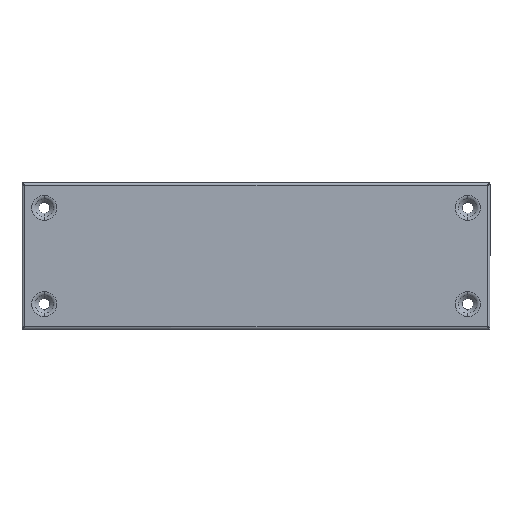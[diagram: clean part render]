
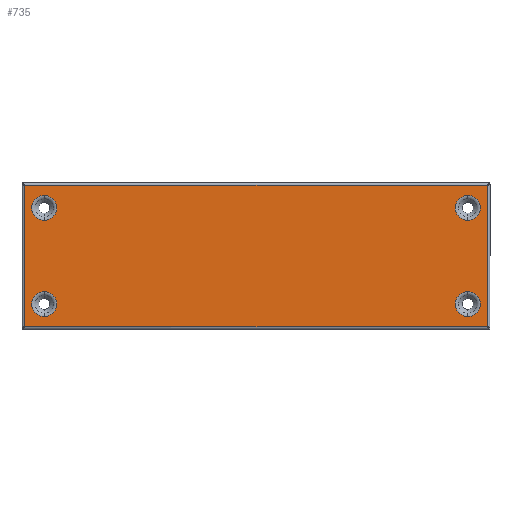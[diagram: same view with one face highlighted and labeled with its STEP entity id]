
A CAD part, top view. The second image highlights one B-rep face of the part: STEP entity #735.
In plain terms, the highlighted planar face has unit normal (0, 0, 1).
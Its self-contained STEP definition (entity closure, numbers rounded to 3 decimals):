
#62 = EDGE_CURVE ( 'NONE', #79, #202, #822, .T. ) ;
#77 = DIRECTION ( 'NONE',  ( 0., 1., 0. ) ) ;
#79 = VERTEX_POINT ( 'NONE', #367 ) ;
#81 = DIRECTION ( 'NONE',  ( 0., 0., 1. ) ) ;
#105 = AXIS2_PLACEMENT_3D ( 'NONE', #2567, #1872, #1597 ) ;
#127 = EDGE_CURVE ( 'NONE', #1517, #2299, #1287, .T. ) ;
#180 = VERTEX_POINT ( 'NONE', #915 ) ;
#202 = VERTEX_POINT ( 'NONE', #1455 ) ;
#226 = CARTESIAN_POINT ( 'NONE',  ( -156.2, 48.629, 0. ) ) ;
#323 = CIRCLE ( 'NONE', #743, 8.443 ) ;
#333 = DIRECTION ( 'NONE',  ( 0., 1., 0. ) ) ;
#338 = DIRECTION ( 'NONE',  ( 0., 0., 1. ) ) ;
#345 = DIRECTION ( 'NONE',  ( 0., 0., 1. ) ) ;
#367 = CARTESIAN_POINT ( 'NONE',  ( -143., 40.943, 0. ) ) ;
#389 = CARTESIAN_POINT ( 'NONE',  ( -156.2, 47.7, 0. ) ) ;
#429 = VERTEX_POINT ( 'NONE', #3057 ) ;
#435 = CARTESIAN_POINT ( 'NONE',  ( 143., 24.057, 0. ) ) ;
#505 = EDGE_LOOP ( 'NONE', ( #611, #965, #2762, #1393 ) ) ;
#508 = VERTEX_POINT ( 'NONE', #2138 ) ;
#569 = VERTEX_POINT ( 'NONE', #2769 ) ;
#611 = ORIENTED_EDGE ( 'NONE', *, *, #910, .T. ) ;
#649 = FACE_BOUND ( 'NONE', #2426, .T. ) ;
#659 = EDGE_CURVE ( 'NONE', #202, #79, #668, .T. ) ;
#668 = CIRCLE ( 'NONE', #2841, 8.443 ) ;
#672 = DIRECTION ( 'NONE',  ( 0., 0., 1. ) ) ;
#714 = DIRECTION ( 'NONE',  ( 0., 1., 0. ) ) ;
#735 = ADVANCED_FACE ( 'NONE', ( #3094, #3063, #2325, #649, #837 ), #1874, .F. ) ;
#743 = AXIS2_PLACEMENT_3D ( 'NONE', #1094, #3081, #856 ) ;
#745 = VECTOR ( 'NONE', #2763, 1000. ) ;
#785 = VECTOR ( 'NONE', #1754, 1000. ) ;
#822 = CIRCLE ( 'NONE', #105, 8.443 ) ;
#837 = FACE_OUTER_BOUND ( 'NONE', #505, .T. ) ;
#840 = DIRECTION ( 'NONE',  ( 0., 1., 0. ) ) ;
#853 = DIRECTION ( 'NONE',  ( 0., 0., -1. ) ) ;
#856 = DIRECTION ( 'NONE',  ( 0., 1., 0. ) ) ;
#874 = DIRECTION ( 'NONE',  ( 0., 1., 0. ) ) ;
#910 = EDGE_CURVE ( 'NONE', #1405, #180, #2442, .T. ) ;
#915 = CARTESIAN_POINT ( 'NONE',  ( -156.2, -47.7, 0. ) ) ;
#935 = CARTESIAN_POINT ( 'NONE',  ( -143., -40.943, 0. ) ) ;
#936 = VERTEX_POINT ( 'NONE', #935 ) ;
#955 = CIRCLE ( 'NONE', #1213, 8.443 ) ;
#965 = ORIENTED_EDGE ( 'NONE', *, *, #2893, .T. ) ;
#1015 = CIRCLE ( 'NONE', #1493, 8.443 ) ;
#1034 = CARTESIAN_POINT ( 'NONE',  ( -157.129, -47.7, 0. ) ) ;
#1040 = ORIENTED_EDGE ( 'NONE', *, *, #2573, .F. ) ;
#1094 = CARTESIAN_POINT ( 'NONE',  ( -143., -32.5, 0. ) ) ;
#1102 = ORIENTED_EDGE ( 'NONE', *, *, #1632, .F. ) ;
#1126 = DIRECTION ( 'NONE',  ( -1., 0., 0. ) ) ;
#1142 = ORIENTED_EDGE ( 'NONE', *, *, #659, .F. ) ;
#1207 = DIRECTION ( 'NONE',  ( 0., 1., 0. ) ) ;
#1213 = AXIS2_PLACEMENT_3D ( 'NONE', #1726, #3189, #1207 ) ;
#1287 = CIRCLE ( 'NONE', #3107, 8.443 ) ;
#1367 = EDGE_CURVE ( 'NONE', #3083, #2998, #1015, .T. ) ;
#1373 = LINE ( 'NONE', #1622, #1496 ) ;
#1393 = ORIENTED_EDGE ( 'NONE', *, *, #2472, .T. ) ;
#1396 = CARTESIAN_POINT ( 'NONE',  ( 143., -40.943, 0. ) ) ;
#1402 = CARTESIAN_POINT ( 'NONE',  ( 143., 32.5, 0. ) ) ;
#1405 = VERTEX_POINT ( 'NONE', #389 ) ;
#1434 = DIRECTION ( 'NONE',  ( 0., 1., 0. ) ) ;
#1441 = CARTESIAN_POINT ( 'NONE',  ( -143., -32.5, 0. ) ) ;
#1455 = CARTESIAN_POINT ( 'NONE',  ( -143., 24.057, 0. ) ) ;
#1458 = DIRECTION ( 'NONE',  ( 0., -1., 0. ) ) ;
#1466 = EDGE_CURVE ( 'NONE', #429, #569, #1373, .T. ) ;
#1483 = LINE ( 'NONE', #2238, #785 ) ;
#1491 = CARTESIAN_POINT ( 'NONE',  ( 143., -24.057, 0. ) ) ;
#1493 = AXIS2_PLACEMENT_3D ( 'NONE', #1790, #338, #840 ) ;
#1496 = VECTOR ( 'NONE', #874, 1000. ) ;
#1497 = AXIS2_PLACEMENT_3D ( 'NONE', #2113, #853, #1126 ) ;
#1517 = VERTEX_POINT ( 'NONE', #435 ) ;
#1542 = AXIS2_PLACEMENT_3D ( 'NONE', #1441, #81, #333 ) ;
#1549 = DIRECTION ( 'NONE',  ( 0., 0., 1. ) ) ;
#1597 = DIRECTION ( 'NONE',  ( 0., 1., 0. ) ) ;
#1622 = CARTESIAN_POINT ( 'NONE',  ( 156.2, -48.629, 0. ) ) ;
#1632 = EDGE_CURVE ( 'NONE', #936, #508, #2743, .T. ) ;
#1695 = ORIENTED_EDGE ( 'NONE', *, *, #1367, .F. ) ;
#1726 = CARTESIAN_POINT ( 'NONE',  ( 143., 32.5, 0. ) ) ;
#1754 = DIRECTION ( 'NONE',  ( -1., 0., 0. ) ) ;
#1790 = CARTESIAN_POINT ( 'NONE',  ( 143., -32.5, 0. ) ) ;
#1831 = CARTESIAN_POINT ( 'NONE',  ( 143., -32.5, 0. ) ) ;
#1872 = DIRECTION ( 'NONE',  ( 0., 0., 1. ) ) ;
#1874 = PLANE ( 'NONE',  #1497 ) ;
#2110 = VECTOR ( 'NONE', #1458, 1000. ) ;
#2113 = CARTESIAN_POINT ( 'NONE',  ( 0., 0., 0. ) ) ;
#2138 = CARTESIAN_POINT ( 'NONE',  ( -143., -24.057, 0. ) ) ;
#2154 = EDGE_LOOP ( 'NONE', ( #1695, #1040 ) ) ;
#2204 = ORIENTED_EDGE ( 'NONE', *, *, #127, .F. ) ;
#2238 = CARTESIAN_POINT ( 'NONE',  ( 157.129, 47.7, 0. ) ) ;
#2277 = CARTESIAN_POINT ( 'NONE',  ( -143., 32.5, 0. ) ) ;
#2299 = VERTEX_POINT ( 'NONE', #3064 ) ;
#2325 = FACE_BOUND ( 'NONE', #2575, .T. ) ;
#2352 = EDGE_CURVE ( 'NONE', #508, #936, #323, .T. ) ;
#2415 = EDGE_CURVE ( 'NONE', #2299, #1517, #955, .T. ) ;
#2416 = ORIENTED_EDGE ( 'NONE', *, *, #2352, .F. ) ;
#2426 = EDGE_LOOP ( 'NONE', ( #2564, #2204 ) ) ;
#2442 = LINE ( 'NONE', #226, #2110 ) ;
#2472 = EDGE_CURVE ( 'NONE', #569, #1405, #1483, .T. ) ;
#2542 = ORIENTED_EDGE ( 'NONE', *, *, #62, .F. ) ;
#2564 = ORIENTED_EDGE ( 'NONE', *, *, #2415, .F. ) ;
#2567 = CARTESIAN_POINT ( 'NONE',  ( -143., 32.5, 0. ) ) ;
#2573 = EDGE_CURVE ( 'NONE', #2998, #3083, #2862, .T. ) ;
#2575 = EDGE_LOOP ( 'NONE', ( #2416, #1102 ) ) ;
#2656 = AXIS2_PLACEMENT_3D ( 'NONE', #1831, #345, #77 ) ;
#2671 = EDGE_LOOP ( 'NONE', ( #2542, #1142 ) ) ;
#2743 = CIRCLE ( 'NONE', #1542, 8.443 ) ;
#2762 = ORIENTED_EDGE ( 'NONE', *, *, #1466, .T. ) ;
#2763 = DIRECTION ( 'NONE',  ( 1., 0., 0. ) ) ;
#2769 = CARTESIAN_POINT ( 'NONE',  ( 156.2, 47.7, 0. ) ) ;
#2820 = LINE ( 'NONE', #1034, #745 ) ;
#2841 = AXIS2_PLACEMENT_3D ( 'NONE', #2277, #1549, #714 ) ;
#2862 = CIRCLE ( 'NONE', #2656, 8.443 ) ;
#2893 = EDGE_CURVE ( 'NONE', #180, #429, #2820, .T. ) ;
#2998 = VERTEX_POINT ( 'NONE', #1396 ) ;
#3057 = CARTESIAN_POINT ( 'NONE',  ( 156.2, -47.7, 0. ) ) ;
#3063 = FACE_BOUND ( 'NONE', #2671, .T. ) ;
#3064 = CARTESIAN_POINT ( 'NONE',  ( 143., 40.943, 0. ) ) ;
#3081 = DIRECTION ( 'NONE',  ( 0., 0., 1. ) ) ;
#3083 = VERTEX_POINT ( 'NONE', #1491 ) ;
#3094 = FACE_BOUND ( 'NONE', #2154, .T. ) ;
#3107 = AXIS2_PLACEMENT_3D ( 'NONE', #1402, #672, #1434 ) ;
#3189 = DIRECTION ( 'NONE',  ( 0., 0., 1. ) ) ;
